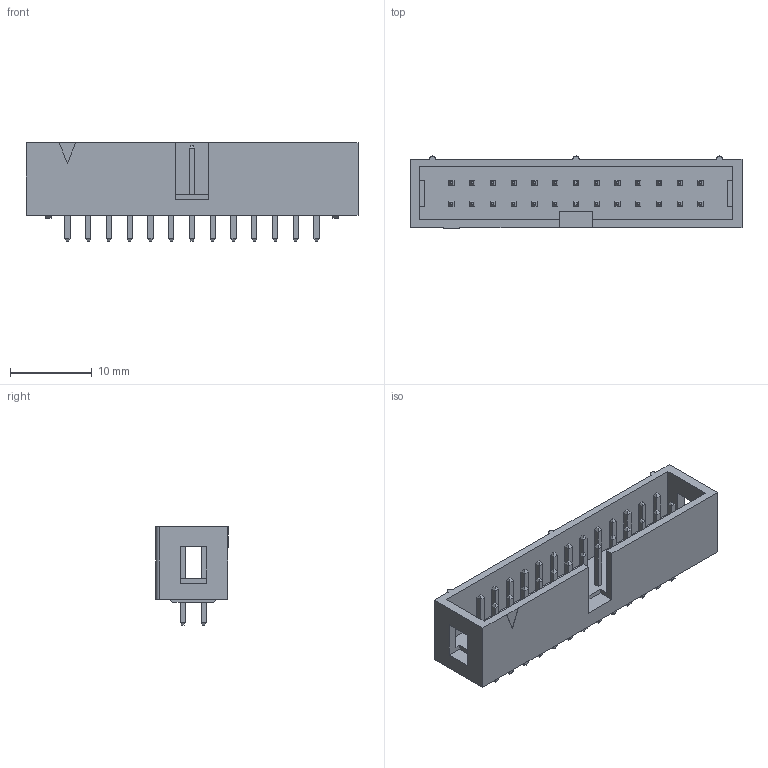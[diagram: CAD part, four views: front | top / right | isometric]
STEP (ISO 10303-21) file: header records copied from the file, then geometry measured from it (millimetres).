
FILE_DESCRIPTION(/* description */ (''),/* implementation_level */ '2;1');
FILE_NAME(/* name */ '78-5110-5534-1.stp',/* time_stamp */ '2010-04-05T14:03:02-05:00',/* author */ (''),/* organization */ (''),/* preprocessor_version */ 'ST-DEVELOPER v11',/* originating_system */ 'UGS - NX 5.0',/* authorisation */ '');
FILE_SCHEMA (('AUTOMOTIVE_DESIGN { 1 0 10303 214 1 1 1 1 }'));
Length unit declared in the file: inch
Products named in the file (1): 78-5110-5534-1
Bounding box: 40.61 x 8.81 x 12.06 mm (x, y, z)
Volume: 1481.1 mm3; surface area: 2671.9 mm2
Topology: 1 solids, 1 shells, 513 faces, 1169 edges, 710 vertices
Faces by surface type: plane 510, cylinder 3
Entity records: 13859 total; most frequent: CARTESIAN_POINT 2393, ORIENTED_EDGE 2338, DIRECTION 2203, EDGE_CURVE 1169, LINE 1163, VECTOR 1163, VERTEX_POINT 710, EDGE_LOOP 569
